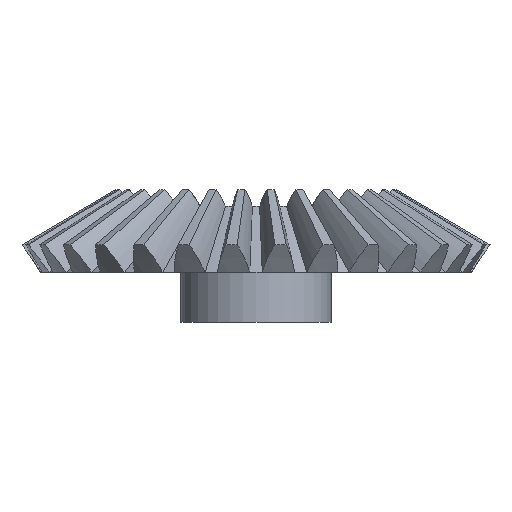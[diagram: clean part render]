
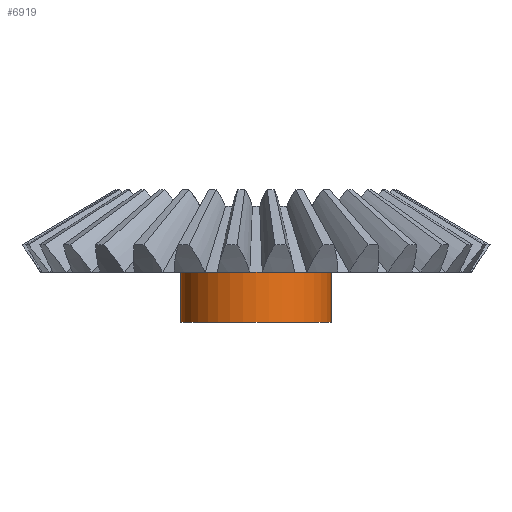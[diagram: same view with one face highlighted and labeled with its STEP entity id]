
A CAD part, front view. The second image highlights one B-rep face of the part: STEP entity #6919.
In plain terms, the highlighted cylindrical face has radius 15 mm (diameter 30 mm), a full revolution.
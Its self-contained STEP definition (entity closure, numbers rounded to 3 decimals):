
#6818=CARTESIAN_POINT('',(15.,0.,0.));
#6819=VERTEX_POINT('',#6818);
#6820=CARTESIAN_POINT('',(-15.,0.,0.));
#6821=VERTEX_POINT('',#6820);
#6822=CARTESIAN_POINT('',(0.,0.,0.));
#6823=DIRECTION('',(1.,0.,0.));
#6824=DIRECTION('',(-0.,0.,-1.));
#6825=AXIS2_PLACEMENT_3D('',#6822,#6824,#6823);
#6826=CIRCLE('',#6825,15.);
#6827=EDGE_CURVE('',#6819,#6821,#6826,.T.);
#6829=CARTESIAN_POINT('',(0.,0.,0.));
#6830=DIRECTION('',(-1.,0.,0.));
#6831=DIRECTION('',(0.,0.,-1.));
#6832=AXIS2_PLACEMENT_3D('',#6829,#6831,#6830);
#6833=CIRCLE('',#6832,15.);
#6834=EDGE_CURVE('',#6821,#6819,#6833,.T.);
#6856=CARTESIAN_POINT('',(15.,0.,10.));
#6857=VERTEX_POINT('',#6856);
#6858=CARTESIAN_POINT('',(-15.,0.,10.));
#6859=VERTEX_POINT('',#6858);
#6860=CARTESIAN_POINT('',(0.,0.,10.));
#6861=DIRECTION('',(1.,0.,0.));
#6862=DIRECTION('',(0.,0.,1.));
#6863=AXIS2_PLACEMENT_3D('',#6860,#6862,#6861);
#6864=CIRCLE('',#6863,15.);
#6865=EDGE_CURVE('',#6857,#6859,#6864,.T.);
#6867=CARTESIAN_POINT('',(0.,0.,10.));
#6868=DIRECTION('',(-1.,0.,0.));
#6869=DIRECTION('',(-0.,0.,1.));
#6870=AXIS2_PLACEMENT_3D('',#6867,#6869,#6868);
#6871=CIRCLE('',#6870,15.);
#6872=EDGE_CURVE('',#6859,#6857,#6871,.T.);
#6901=CARTESIAN_POINT('',(0.,0.,0.));
#6902=DIRECTION('',(-1.,0.,0.));
#6903=DIRECTION('',(0.,0.,1.));
#6904=AXIS2_PLACEMENT_3D('',#6901,#6903,#6902);
#6905=CYLINDRICAL_SURFACE('',#6904,15.);
#6906=ORIENTED_EDGE('',*,*,#6872,.F.);
#6907=CARTESIAN_POINT('',(-15.,0.,10.));
#6908=DIRECTION('',(0.,0.,-1.));
#6909=VECTOR('',#6908,10.);
#6910=LINE('',#6907,#6909);
#6911=EDGE_CURVE('',#6859,#6821,#6910,.T.);
#6912=ORIENTED_EDGE('E17',*,*,#6911,.T.);
#6913=ORIENTED_EDGE('E17',*,*,#6827,.F.);
#6914=ORIENTED_EDGE('E17',*,*,#6834,.F.);
#6915=ORIENTED_EDGE('E17',*,*,#6911,.F.);
#6916=ORIENTED_EDGE('E17',*,*,#6865,.F.);
#6917=EDGE_LOOP('',(#6906,#6912,#6913,#6914,#6915,#6916));
#6918=FACE_OUTER_BOUND('',#6917,.T.);
#6919=ADVANCED_FACE('F7',(#6918),#6905,.T.);
